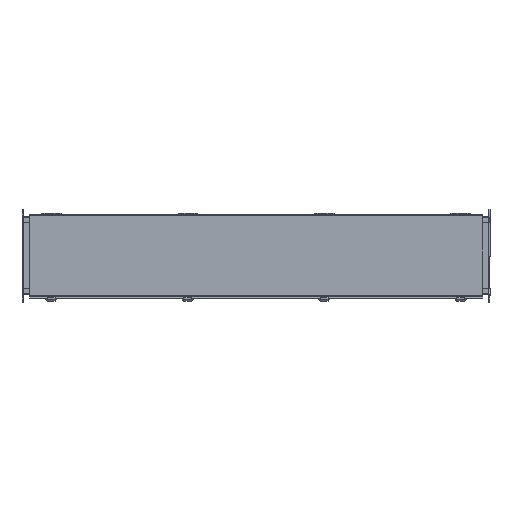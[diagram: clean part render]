
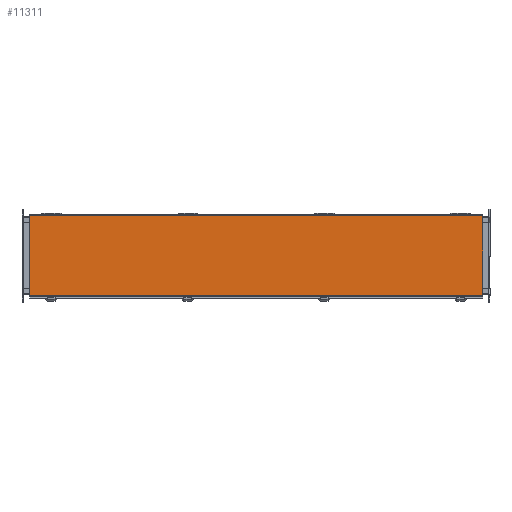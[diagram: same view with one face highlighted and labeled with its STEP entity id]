
A CAD part, top view. The second image highlights one B-rep face of the part: STEP entity #11311.
In plain terms, the highlighted planar face has unit normal (0, 0, 1).
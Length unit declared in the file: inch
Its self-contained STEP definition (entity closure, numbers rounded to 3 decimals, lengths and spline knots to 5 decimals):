
#1738 = DIRECTION ( 'NONE',  ( 0., -1., 0. ) ) ;
#1979 = AXIS2_PLACEMENT_3D ( 'NONE', #11093, #20974, #4177 ) ;
#2342 = EDGE_CURVE ( 'NONE', #5938, #3637, #15239, .T. ) ;
#3492 = CARTESIAN_POINT ( 'NONE',  ( 23.25, -4.1885, 8.172 ) ) ;
#3637 = VERTEX_POINT ( 'NONE', #9404 ) ;
#4177 = DIRECTION ( 'NONE',  ( 1., 0., 0. ) ) ;
#4635 = CARTESIAN_POINT ( 'NONE',  ( -23.218, -4.0805, 8.172 ) ) ;
#4741 = CARTESIAN_POINT ( 'NONE',  ( -23.218, 4.0785, 8.172 ) ) ;
#5091 = CARTESIAN_POINT ( 'NONE',  ( 23.25, -4.0805, 8.172 ) ) ;
#5938 = VERTEX_POINT ( 'NONE', #5091 ) ;
#7197 = LINE ( 'NONE', #20475, #10648 ) ;
#7348 = VERTEX_POINT ( 'NONE', #4635 ) ;
#7707 = ORIENTED_EDGE ( 'NONE', *, *, #2342, .T. ) ;
#7852 = EDGE_CURVE ( 'NONE', #7348, #5938, #20694, .T. ) ;
#8545 = EDGE_CURVE ( 'NONE', #14502, #7348, #8662, .T. ) ;
#8662 = LINE ( 'NONE', #13595, #18231 ) ;
#8860 = VECTOR ( 'NONE', #18940, 39.37008 ) ;
#9404 = CARTESIAN_POINT ( 'NONE',  ( 23.25, 4.0785, 8.172 ) ) ;
#10648 = VECTOR ( 'NONE', #12127, 39.37008 ) ;
#11093 = CARTESIAN_POINT ( 'NONE',  ( -23.218, -4.1885, 8.172 ) ) ;
#11311 = ADVANCED_FACE ( 'NONE', ( #20656 ), #19112, .T. ) ;
#12127 = DIRECTION ( 'NONE',  ( -1., 0., 0. ) ) ;
#13595 = CARTESIAN_POINT ( 'NONE',  ( -23.218, -4.1885, 8.172 ) ) ;
#13720 = VECTOR ( 'NONE', #16661, 39.37008 ) ;
#13878 = ORIENTED_EDGE ( 'NONE', *, *, #7852, .T. ) ;
#14176 = ORIENTED_EDGE ( 'NONE', *, *, #8545, .T. ) ;
#14502 = VERTEX_POINT ( 'NONE', #4741 ) ;
#14657 = ORIENTED_EDGE ( 'NONE', *, *, #16985, .T. ) ;
#15239 = LINE ( 'NONE', #3492, #13720 ) ;
#16661 = DIRECTION ( 'NONE',  ( 0., 1., 0. ) ) ;
#16985 = EDGE_CURVE ( 'NONE', #3637, #14502, #7197, .T. ) ;
#18231 = VECTOR ( 'NONE', #1738, 39.37008 ) ;
#18940 = DIRECTION ( 'NONE',  ( 1., 0., 0. ) ) ;
#19056 = CARTESIAN_POINT ( 'NONE',  ( -23.218, -4.0805, 8.172 ) ) ;
#19112 = PLANE ( 'NONE',  #1979 ) ;
#20475 = CARTESIAN_POINT ( 'NONE',  ( -23.218, 4.0785, 8.172 ) ) ;
#20656 = FACE_OUTER_BOUND ( 'NONE', #21213, .T. ) ;
#20694 = LINE ( 'NONE', #19056, #8860 ) ;
#20974 = DIRECTION ( 'NONE',  ( 0., 0., 1. ) ) ;
#21213 = EDGE_LOOP ( 'NONE', ( #14176, #13878, #7707, #14657 ) ) ;
